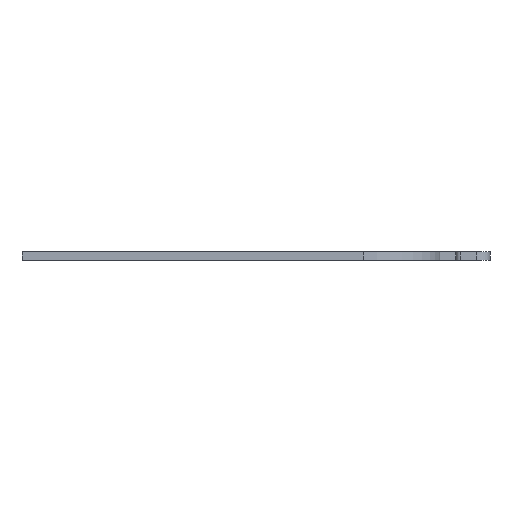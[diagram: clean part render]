
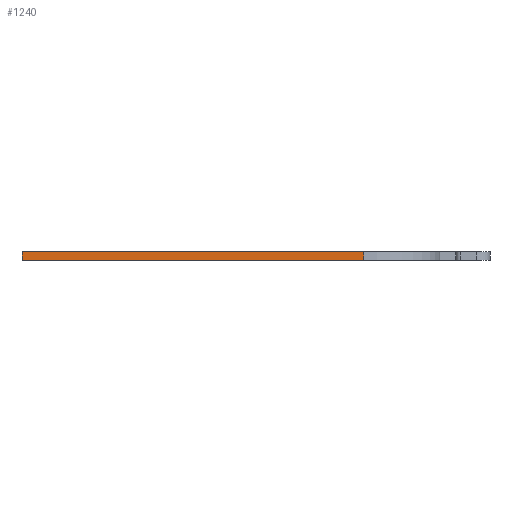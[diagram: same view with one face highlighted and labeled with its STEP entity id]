
A CAD part, left-side view. The second image highlights one B-rep face of the part: STEP entity #1240.
In plain terms, the highlighted planar face has unit normal (-1, 0, 0).
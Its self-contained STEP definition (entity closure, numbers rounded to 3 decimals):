
#51=CARTESIAN_POINT('',(-20.0,3.5,0.5));
#52=VERTEX_POINT('',#51);
#60=CARTESIAN_POINT('',(-20.0,3.5,-0.5));
#61=VERTEX_POINT('',#60);
#62=CARTESIAN_POINT('',(-20.0,3.5,0.5));
#63=DIRECTION('',(0.0,0.0,-1.0));
#64=VECTOR('',#63,1.0);
#65=LINE('',#62,#64);
#66=EDGE_CURVE('',#52,#61,#65,.T.);
#123=CARTESIAN_POINT('',(-20.0,44.0,-0.5));
#124=VERTEX_POINT('',#123);
#125=CARTESIAN_POINT('',(-20.0,44.0,-0.5));
#126=DIRECTION('',(0.0,-1.0,0.0));
#127=VECTOR('',#126,40.5);
#128=LINE('',#125,#127);
#129=EDGE_CURVE('',#124,#61,#128,.T.);
#1217=CARTESIAN_POINT('',(-20.0,-5.5,0.0));
#1218=DIRECTION('',(-1.0,0.0,0.0));
#1219=DIRECTION('',(0.0,0.0,1.0));
#1220=AXIS2_PLACEMENT_3D('',#1217,#1218,#1219);
#1221=PLANE('',#1220);
#1222=ORIENTED_EDGE('',*,*,#66,.F.);
#1223=CARTESIAN_POINT('',(-20.0,44.0,0.5));
#1224=VERTEX_POINT('',#1223);
#1225=CARTESIAN_POINT('',(-20.0,3.5,0.5));
#1226=DIRECTION('',(0.0,1.0,0.0));
#1227=VECTOR('',#1226,40.5);
#1228=LINE('',#1225,#1227);
#1229=EDGE_CURVE('',#52,#1224,#1228,.T.);
#1230=ORIENTED_EDGE('',*,*,#1229,.T.);
#1231=CARTESIAN_POINT('',(-20.0,44.0,-0.5));
#1232=DIRECTION('',(0.0,0.0,1.0));
#1233=VECTOR('',#1232,1.0);
#1234=LINE('',#1231,#1233);
#1235=EDGE_CURVE('',#124,#1224,#1234,.T.);
#1236=ORIENTED_EDGE('',*,*,#1235,.F.);
#1237=ORIENTED_EDGE('',*,*,#129,.T.);
#1238=EDGE_LOOP('',(#1222,#1230,#1236,#1237));
#1239=FACE_OUTER_BOUND('',#1238,.T.);
#1240=ADVANCED_FACE('',(#1239),#1221,.T.);
